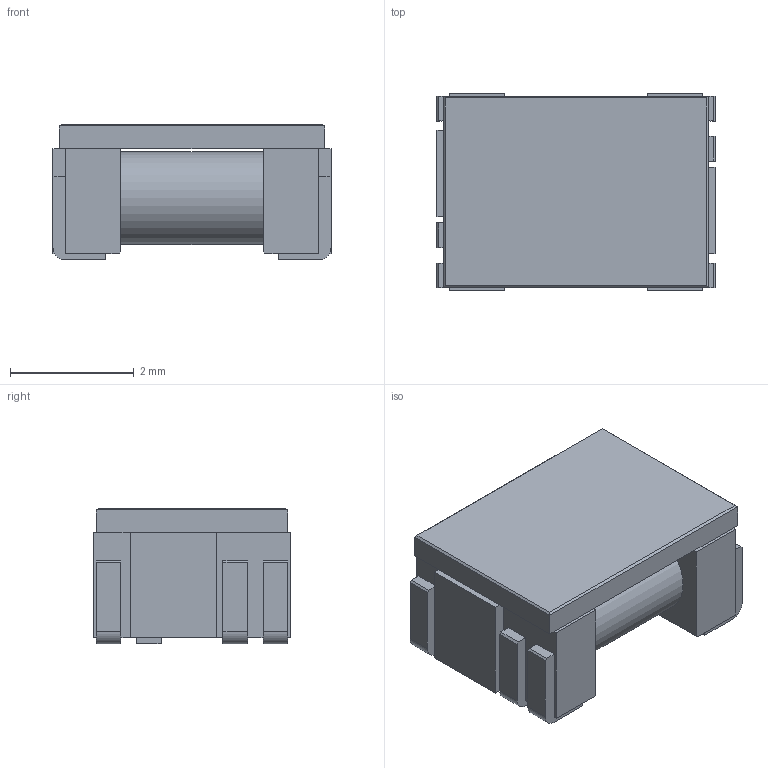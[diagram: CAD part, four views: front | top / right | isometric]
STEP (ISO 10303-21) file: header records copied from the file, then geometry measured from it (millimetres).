
FILE_DESCRIPTION (( 'STEP AP214' ), '1' );
FILE_NAME ('2935EB1D-A245-4DF6-98B3-97B1E0BF0FDB.STEP', '2022-12-27T18:25:17', ( '' ), ( '' ), 'SwSTEP 2.0', 'SolidWorks 2022', '' );
FILE_SCHEMA (( 'AUTOMOTIVE_DESIGN' ));
Length unit declared in the file: millimetre
Products named in the file (1): 2935EB1D-A245-4DF6-98B3-97B1E0BF0FDB
Bounding box: 4.5 x 3.2 x 2.2 mm (x, y, z)
Volume: 24.7 mm3; surface area: 90.2 mm2
Topology: 2 solids, 2 shells, 95 faces, 257 edges, 166 vertices
Faces by surface type: plane 86, cylinder 9
Entity records: 3668 total; most frequent: CARTESIAN_POINT 519, ORIENTED_EDGE 514, DIRECTION 467, EDGE_CURVE 257, VECTOR 239, LINE 239, VERTEX_POINT 166, AXIS2_PLACEMENT_3D 114
